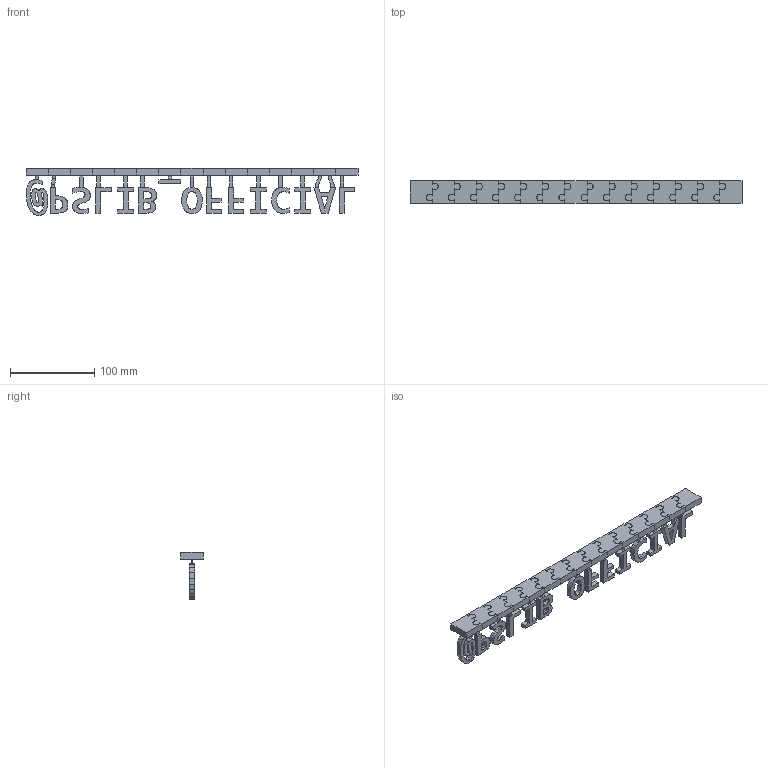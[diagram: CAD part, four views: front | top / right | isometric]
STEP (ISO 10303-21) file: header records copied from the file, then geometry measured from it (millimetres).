
FILE_DESCRIPTION(/* description */ (''),/* implementation_level */ '2;1');
FILE_NAME(/* name */ 'TextPlatform.step',/* time_stamp */ '2026-01-14T19:47:48+01:00',/* author */ (''),/* organization */ (''),/* preprocessor_version */ 'ST-DEVELOPER v20.1',/* originating_system */ 'Autodesk Translation Framework v14.21.0.0',/* authorisation */ '');
FILE_SCHEMA (('AUTOMOTIVE_DESIGN { 1 0 10303 214 3 1 1 }'));
Length unit declared in the file: millimetre
Products named in the file (26): Default; Left; @; At; P; P_1; S; S_1; B; B_1; _; __1; O; O_1; F; F_1; C; C_1; I; I_1; Center; A; A_1; Right; L; L_1
Assembly tree (41 placements, depth 3):
  Default
    Left
    @
      At
    Center  x13
    P
      P_1
    S
      S_1
    L  x2
      L_1
    I  x3
      I_1
    B
      B_1
    _
      __1
    O
      O_1
    F  x2
      F_1
    C
      C_1
    A
      A_1
    Right
Bounding box: 393.75 x 26.25 x 55.96 mm (x, y, z)
Volume: 112011.9 mm3; surface area: 68233.8 mm2
Topology: 46 solids, 46 shells, 1336 faces, 3475 edges, 2314 vertices
Faces by surface type: plane 861, bspline 419, cylinder 56
Entity records: 31030 total; most frequent: CARTESIAN_POINT 11915, ORIENTED_EDGE 4550, DIRECTION 2431, EDGE_CURVE 2275, VERTEX_POINT 1514, LINE 1399, VECTOR 1399, EDGE_LOOP 903
